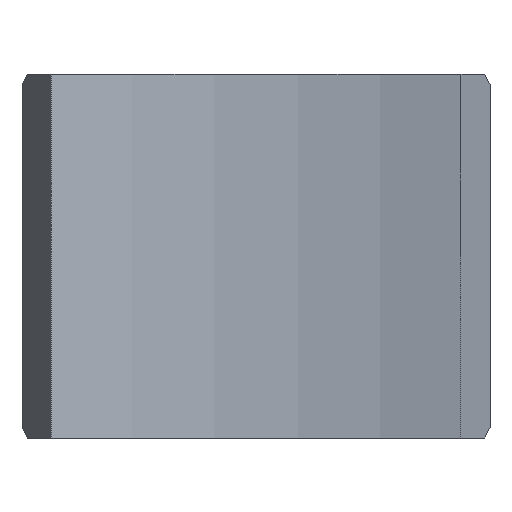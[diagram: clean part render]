
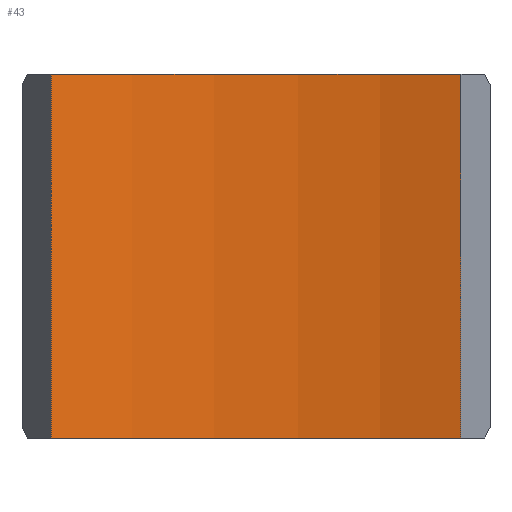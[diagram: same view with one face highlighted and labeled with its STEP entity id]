
A CAD part, front view. The second image highlights one B-rep face of the part: STEP entity #43.
In plain terms, the highlighted cylindrical face has radius 15.875 mm (diameter 31.75 mm), a partial arc.
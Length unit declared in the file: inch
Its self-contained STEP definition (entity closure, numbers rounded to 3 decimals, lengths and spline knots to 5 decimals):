
#29 = CIRCLE ( 'NONE', #150, 0.625 ) ;
#43 = ADVANCED_FACE ( 'NONE', ( #266 ), #592, .F. ) ;
#49 = VERTEX_POINT ( 'NONE', #607 ) ;
#100 = VECTOR ( 'NONE', #581, 39.37008 ) ;
#118 = DIRECTION ( 'NONE',  ( 0., 0., 1. ) ) ;
#150 = AXIS2_PLACEMENT_3D ( 'NONE', #546, #376, #310 ) ;
#260 = ORIENTED_EDGE ( 'NONE', *, *, #337, .F. ) ;
#266 = FACE_OUTER_BOUND ( 'NONE', #454, .T. ) ;
#270 = VERTEX_POINT ( 'NONE', #613 ) ;
#284 = EDGE_CURVE ( 'NONE', #569, #456, #29, .T. ) ;
#310 = DIRECTION ( 'NONE',  ( 1., 0., 0. ) ) ;
#337 = EDGE_CURVE ( 'NONE', #270, #569, #379, .T. ) ;
#350 = EDGE_CURVE ( 'NONE', #270, #49, #638, .T. ) ;
#376 = DIRECTION ( 'NONE',  ( 0., 0., 1. ) ) ;
#379 = LINE ( 'NONE', #462, #100 ) ;
#384 = DIRECTION ( 'NONE',  ( 1., 0., 0. ) ) ;
#395 = ORIENTED_EDGE ( 'NONE', *, *, #594, .T. ) ;
#406 = DIRECTION ( 'NONE',  ( -1., 0., 0. ) ) ;
#417 = VECTOR ( 'NONE', #696, 39.37008 ) ;
#443 = ORIENTED_EDGE ( 'NONE', *, *, #350, .T. ) ;
#454 = EDGE_LOOP ( 'NONE', ( #598, #260, #443, #395 ) ) ;
#456 = VERTEX_POINT ( 'NONE', #874 ) ;
#462 = CARTESIAN_POINT ( 'NONE',  ( 0.19709, -0.185, 0.35 ) ) ;
#503 = CARTESIAN_POINT ( 'NONE',  ( -0.19709, -0.185, 0.35 ) ) ;
#546 = CARTESIAN_POINT ( 'NONE',  ( 0., -0.77811, 0. ) ) ;
#569 = VERTEX_POINT ( 'NONE', #700 ) ;
#581 = DIRECTION ( 'NONE',  ( 0., 0., -1. ) ) ;
#592 = CYLINDRICAL_SURFACE ( 'NONE', #878, 0.625 ) ;
#594 = EDGE_CURVE ( 'NONE', #49, #456, #796, .T. ) ;
#598 = ORIENTED_EDGE ( 'NONE', *, *, #284, .F. ) ;
#607 = CARTESIAN_POINT ( 'NONE',  ( -0.19709, -0.185, 0.35 ) ) ;
#613 = CARTESIAN_POINT ( 'NONE',  ( 0.19709, -0.185, 0.35 ) ) ;
#638 = CIRCLE ( 'NONE', #801, 0.625 ) ;
#658 = DIRECTION ( 'NONE',  ( 0., 0., -1. ) ) ;
#696 = DIRECTION ( 'NONE',  ( 0., 0., -1. ) ) ;
#700 = CARTESIAN_POINT ( 'NONE',  ( 0.19709, -0.185, 0. ) ) ;
#716 = CARTESIAN_POINT ( 'NONE',  ( 0., -0.77811, 0.35 ) ) ;
#719 = CARTESIAN_POINT ( 'NONE',  ( 0., -0.77811, 0.35 ) ) ;
#796 = LINE ( 'NONE', #503, #417 ) ;
#801 = AXIS2_PLACEMENT_3D ( 'NONE', #716, #118, #384 ) ;
#874 = CARTESIAN_POINT ( 'NONE',  ( -0.19709, -0.185, 0. ) ) ;
#878 = AXIS2_PLACEMENT_3D ( 'NONE', #719, #658, #406 ) ;
